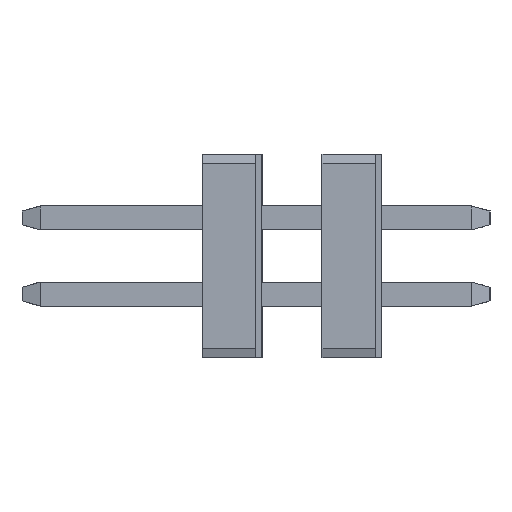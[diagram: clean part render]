
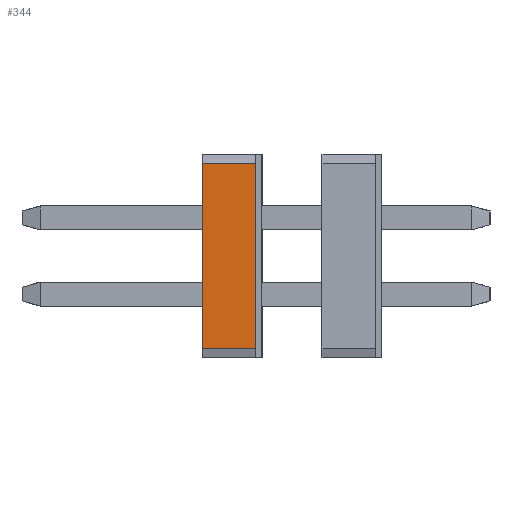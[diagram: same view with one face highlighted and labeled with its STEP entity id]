
A CAD part, left-side view. The second image highlights one B-rep face of the part: STEP entity #344.
In plain terms, the highlighted planar face has unit normal (-1, 0, 0).
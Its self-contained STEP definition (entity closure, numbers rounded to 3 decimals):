
#272=CARTESIAN_POINT('',(-0.635,3.,1.55));
#273=VERTEX_POINT('',#272);
#280=CARTESIAN_POINT('',(-0.635,2.1,1.55));
#281=VERTEX_POINT('',#280);
#282=CARTESIAN_POINT('',(-0.635,3.,1.55));
#283=DIRECTION('',(0.,-1.,0.));
#284=VECTOR('',#283,0.9);
#285=LINE('',#282,#284);
#286=EDGE_CURVE('',#273,#281,#285,.T.);
#302=CARTESIAN_POINT('',(-0.635,2.1,-1.55));
#303=VERTEX_POINT('',#302);
#312=CARTESIAN_POINT('',(-0.635,2.1,1.55));
#313=DIRECTION('',(0.,0.,-1.));
#314=VECTOR('',#313,3.1);
#315=LINE('',#312,#314);
#316=EDGE_CURVE('',#281,#303,#315,.T.);
#321=CARTESIAN_POINT('',(-0.635,2.,-1.7));
#322=DIRECTION('',(0.,0.,1.));
#323=DIRECTION('',(-1.,0.,0.));
#324=AXIS2_PLACEMENT_3D('',#321,#323,#322);
#325=PLANE('',#324);
#326=ORIENTED_EDGE('',*,*,#286,.F.);
#327=CARTESIAN_POINT('',(-0.635,3.,-1.55));
#328=VERTEX_POINT('',#327);
#329=CARTESIAN_POINT('',(-0.635,3.,1.55));
#330=DIRECTION('',(0.,0.,-1.));
#331=VECTOR('',#330,3.1);
#332=LINE('',#329,#331);
#333=EDGE_CURVE('',#273,#328,#332,.T.);
#334=ORIENTED_EDGE('',*,*,#333,.T.);
#335=CARTESIAN_POINT('',(-0.635,3.,-1.55));
#336=DIRECTION('',(0.,-1.,0.));
#337=VECTOR('',#336,0.9);
#338=LINE('',#335,#337);
#339=EDGE_CURVE('',#328,#303,#338,.T.);
#340=ORIENTED_EDGE('',*,*,#339,.T.);
#341=ORIENTED_EDGE('',*,*,#316,.F.);
#342=EDGE_LOOP('',(#326,#334,#340,#341));
#343=FACE_OUTER_BOUND('',#342,.T.);
#344=ADVANCED_FACE('',(#343),#325,.T.);
